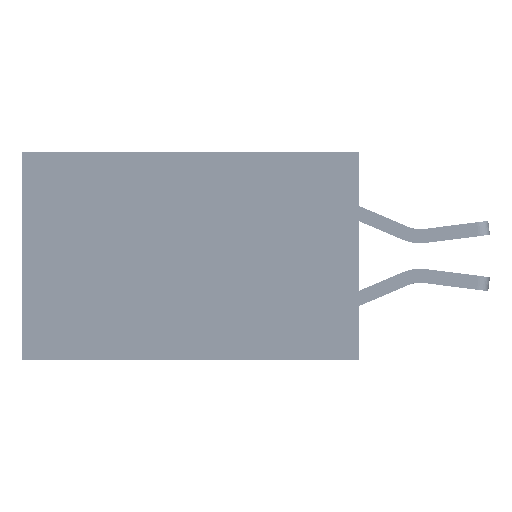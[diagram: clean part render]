
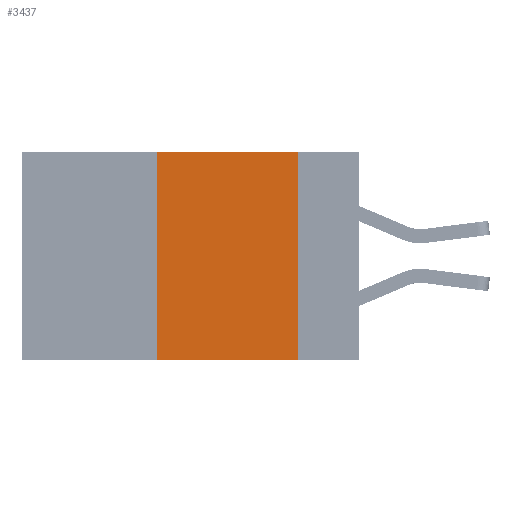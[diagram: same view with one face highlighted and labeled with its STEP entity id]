
A CAD part, left-side view. The second image highlights one B-rep face of the part: STEP entity #3437.
In plain terms, the highlighted planar face has unit normal (-1, 0, 0).
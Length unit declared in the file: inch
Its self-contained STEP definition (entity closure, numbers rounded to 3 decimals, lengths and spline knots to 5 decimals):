
#1143 = EDGE_CURVE ( 'NONE', #19531, #38137, #9624, .T. ) ;
#1315 = CARTESIAN_POINT ( 'NONE',  ( 0., 0.11, -0.37 ) ) ;
#2378 = LINE ( 'NONE', #42887, #50794 ) ;
#3437 = ADVANCED_FACE ( 'NONE', ( #50680 ), #22080, .F. ) ;
#8247 = EDGE_CURVE ( 'NONE', #13142, #38137, #2378, .T. ) ;
#9624 = LINE ( 'NONE', #50928, #22614 ) ;
#10340 = CARTESIAN_POINT ( 'NONE',  ( 0., 0.6, 0. ) ) ;
#11571 = EDGE_CURVE ( 'NONE', #13142, #23473, #38198, .T. ) ;
#13142 = VERTEX_POINT ( 'NONE', #39085 ) ;
#14302 = VECTOR ( 'NONE', #32306, 39.37008 ) ;
#14734 = LINE ( 'NONE', #10340, #35397 ) ;
#17704 = CARTESIAN_POINT ( 'NONE',  ( 0., 0.6, 0. ) ) ;
#19531 = VERTEX_POINT ( 'NONE', #23817 ) ;
#20878 = ORIENTED_EDGE ( 'NONE', *, *, #1143, .F. ) ;
#21907 = DIRECTION ( 'NONE',  ( 1., 0., 0. ) ) ;
#22080 = PLANE ( 'NONE',  #38382 ) ;
#22614 = VECTOR ( 'NONE', #30598, 39.37008 ) ;
#23115 = ORIENTED_EDGE ( 'NONE', *, *, #34068, .F. ) ;
#23473 = VERTEX_POINT ( 'NONE', #52630 ) ;
#23817 = CARTESIAN_POINT ( 'NONE',  ( 0., 0.11, 0. ) ) ;
#30505 = DIRECTION ( 'NONE',  ( 0., -1., 0. ) ) ;
#30598 = DIRECTION ( 'NONE',  ( 0., 0., -1. ) ) ;
#32306 = DIRECTION ( 'NONE',  ( 0., 0., 1. ) ) ;
#34068 = EDGE_CURVE ( 'NONE', #23473, #19531, #14734, .T. ) ;
#35397 = VECTOR ( 'NONE', #51677, 39.37008 ) ;
#37121 = ORIENTED_EDGE ( 'NONE', *, *, #8247, .T. ) ;
#38056 = ORIENTED_EDGE ( 'NONE', *, *, #11571, .F. ) ;
#38137 = VERTEX_POINT ( 'NONE', #1315 ) ;
#38198 = LINE ( 'NONE', #40209, #14302 ) ;
#38382 = AXIS2_PLACEMENT_3D ( 'NONE', #17704, #21907, #50718 ) ;
#39085 = CARTESIAN_POINT ( 'NONE',  ( 0., 0.36, -0.37 ) ) ;
#40209 = CARTESIAN_POINT ( 'NONE',  ( 0., 0.36, 0. ) ) ;
#42887 = CARTESIAN_POINT ( 'NONE',  ( 0., 0.6, -0.37 ) ) ;
#50680 = FACE_OUTER_BOUND ( 'NONE', #51198, .T. ) ;
#50718 = DIRECTION ( 'NONE',  ( 0., 0., -1. ) ) ;
#50794 = VECTOR ( 'NONE', #30505, 39.37008 ) ;
#50928 = CARTESIAN_POINT ( 'NONE',  ( 0., 0.11, 0. ) ) ;
#51198 = EDGE_LOOP ( 'NONE', ( #20878, #23115, #38056, #37121 ) ) ;
#51677 = DIRECTION ( 'NONE',  ( 0., -1., 0. ) ) ;
#52630 = CARTESIAN_POINT ( 'NONE',  ( 0., 0.36, 0. ) ) ;
